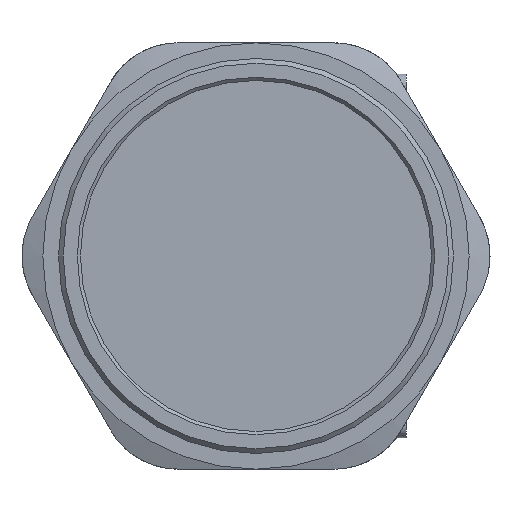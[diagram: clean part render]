
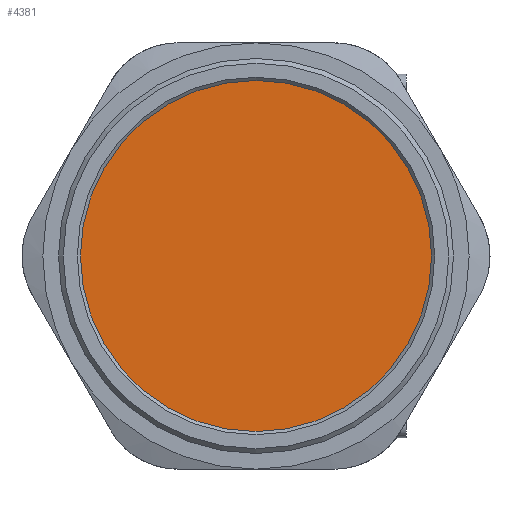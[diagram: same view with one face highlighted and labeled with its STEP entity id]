
A CAD part, front view. The second image highlights one B-rep face of the part: STEP entity #4381.
In plain terms, the highlighted planar face has unit normal (0, -1, 0).
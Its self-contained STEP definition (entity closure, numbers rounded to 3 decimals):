
#446=FACE_OUTER_BOUND('',#709,.T.);
#709=EDGE_LOOP('',(#2896));
#1515=CIRCLE('',#4675,28.);
#1732=VERTEX_POINT('',#6391);
#2191=EDGE_CURVE('',#1732,#1732,#1515,.T.);
#2896=ORIENTED_EDGE('',*,*,#2191,.T.);
#4294=PLANE('',#4674);
#4381=ADVANCED_FACE('',(#446),#4294,.F.);
#4674=AXIS2_PLACEMENT_3D('',#6390,#5168,#5169);
#4675=AXIS2_PLACEMENT_3D('',#6392,#5170,#5171);
#5168=DIRECTION('center_axis',(0.,1.,0.));
#5169=DIRECTION('ref_axis',(0.,0.,1.));
#5170=DIRECTION('center_axis',(0.,-1.,0.));
#5171=DIRECTION('ref_axis',(-1.,0.,0.));
#6390=CARTESIAN_POINT('Origin',(-14.636,-47.92,0.));
#6391=CARTESIAN_POINT('',(13.364,-47.92,0.));
#6392=CARTESIAN_POINT('Origin',(-14.636,-47.92,0.));
